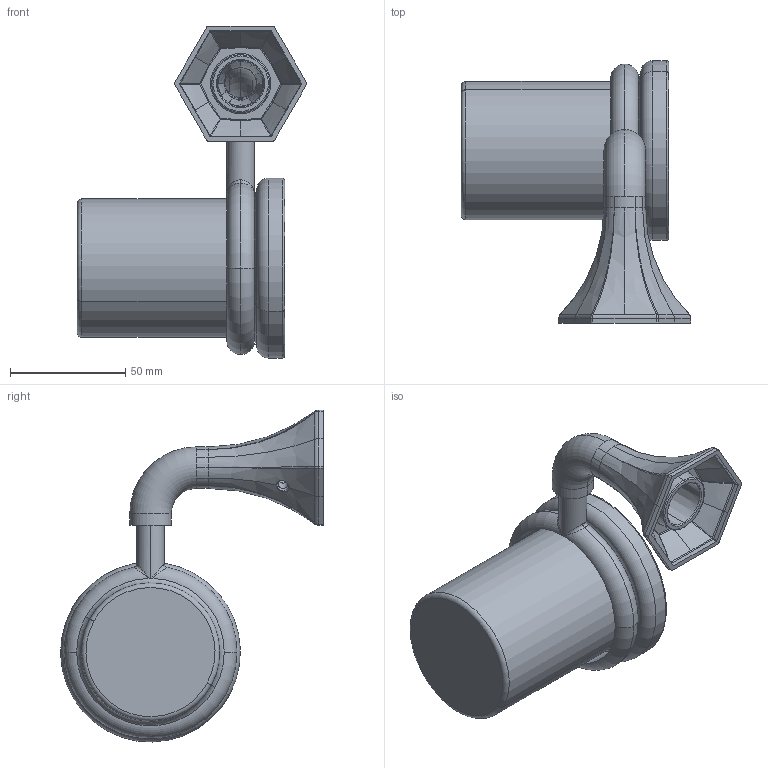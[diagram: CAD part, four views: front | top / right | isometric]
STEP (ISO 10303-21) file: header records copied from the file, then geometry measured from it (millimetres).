
FILE_DESCRIPTION(('CATIA V5 STEP Exchange'),'2;1');
FILE_NAME('CE09050 Porta bicchiere.stp','2019-02-22T08:07:19+00:00',('none'),('none'),'Version 5-6 Release 2013','CATIA V5 STEP AP203','none');
FILE_SCHEMA(('CONFIG_CONTROL_DESIGN'));
Length unit declared in the file: millimetre
Products named in the file (1): Product1_AllCATPart
Bounding box: 99.62 x 113.99 x 143.99 mm (x, y, z)
Volume: 119236.4 mm3; surface area: 62197.7 mm2
Topology: 2 solids, 3 shells, 259 faces, 598 edges, 321 vertices
Faces by surface type: bspline 122, cylinder 61, torus 28, plane 28, sphere 12, cone 8
Entity records: 17941 total; most frequent: CARTESIAN_POINT 13383, ORIENTED_EDGE 1144, EDGE_CURVE 572, DIRECTION 493, B_SPLINE_CURVE_WITH_KNOTS 323, VERTEX_POINT 321, EDGE_LOOP 265, AXIS2_PLACEMENT_3D 264
